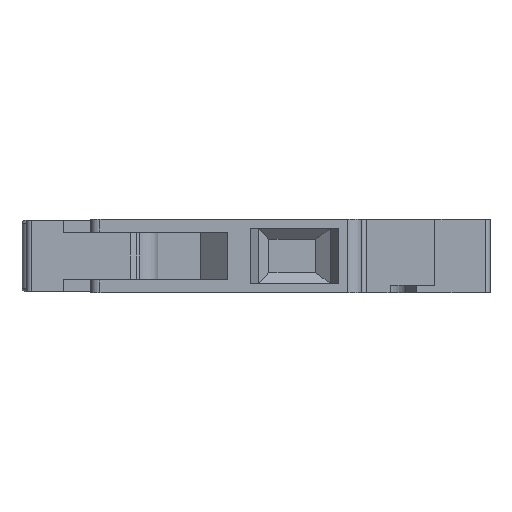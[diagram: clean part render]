
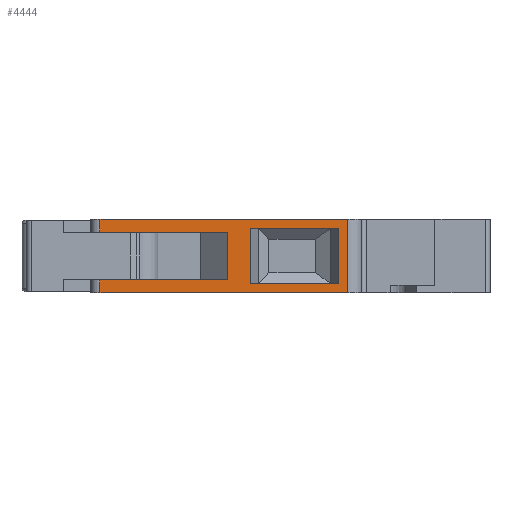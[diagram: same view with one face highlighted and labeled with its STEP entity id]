
A CAD part, left-side view. The second image highlights one B-rep face of the part: STEP entity #4444.
In plain terms, the highlighted face is planar.
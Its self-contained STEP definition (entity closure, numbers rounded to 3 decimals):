
#362=DIRECTION('',(0.,0.,1.));
#363=VECTOR('',#362,1.4);
#364=CARTESIAN_POINT('',(143.421,132.471,-1.4));
#365=LINE('',#364,#363);
#1062=DIRECTION('',(-1.,0.,0.));
#1063=VECTOR('',#1062,27.);
#1064=CARTESIAN_POINT('',(170.421,132.471,-8.));
#1065=LINE('',#1064,#1063);
#1740=DIRECTION('',(0.,0.,1.));
#1741=VECTOR('',#1740,1.4);
#1742=CARTESIAN_POINT('',(143.421,132.471,-8.));
#1743=LINE('',#1742,#1741);
#1754=DIRECTION('',(-1.,0.,0.));
#1755=VECTOR('',#1754,27.);
#1756=CARTESIAN_POINT('',(170.421,132.471,0.));
#1757=LINE('',#1756,#1755);
#1761=DIRECTION('',(-1.,0.,0.));
#1762=VECTOR('',#1761,13.9);
#1763=CARTESIAN_POINT('',(157.321,132.471,-6.6));
#1764=LINE('',#1763,#1762);
#1768=DIRECTION('',(0.,0.,-1.));
#1769=VECTOR('',#1768,5.2);
#1770=CARTESIAN_POINT('',(157.321,132.471,-1.4));
#1771=LINE('',#1770,#1769);
#1775=DIRECTION('',(1.,0.,0.));
#1776=VECTOR('',#1775,13.9);
#1777=CARTESIAN_POINT('',(143.421,132.471,-1.4));
#1778=LINE('',#1777,#1776);
#1782=DIRECTION('',(1.,0.,0.));
#1783=VECTOR('',#1782,9.598);
#1784=CARTESIAN_POINT('',(159.823,132.471,-1.));
#1785=LINE('',#1784,#1783);
#1789=DIRECTION('',(0.,0.,1.));
#1790=VECTOR('',#1789,6.);
#1791=CARTESIAN_POINT('',(159.823,132.471,-7.));
#1792=LINE('',#1791,#1790);
#1796=DIRECTION('',(0.,0.,-1.));
#1797=VECTOR('',#1796,6.);
#1798=CARTESIAN_POINT('',(169.421,132.471,-1.));
#1799=LINE('',#1798,#1797);
#1810=DIRECTION('',(0.,0.,-1.));
#1811=VECTOR('',#1810,8.);
#1812=CARTESIAN_POINT('',(170.421,132.471,0.));
#1813=LINE('',#1812,#1811);
#2798=DIRECTION('',(1.,0.,0.));
#2799=VECTOR('',#2798,9.598);
#2800=CARTESIAN_POINT('',(159.823,132.471,-7.));
#2801=LINE('',#2800,#2799);
#3212=CARTESIAN_POINT('',(157.321,132.471,-1.4));
#3213=VERTEX_POINT('',#3212);
#3214=CARTESIAN_POINT('',(157.321,132.471,-6.6));
#3215=VERTEX_POINT('',#3214);
#3216=CARTESIAN_POINT('',(143.421,132.471,-1.4));
#3218=VERTEX_POINT('',#3216);
#3428=CARTESIAN_POINT('',(170.421,132.471,-8.));
#3429=VERTEX_POINT('',#3428);
#3430=CARTESIAN_POINT('',(170.421,132.471,0.));
#3431=VERTEX_POINT('',#3430);
#3440=CARTESIAN_POINT('',(143.421,132.471,0.));
#3441=VERTEX_POINT('',#3440);
#3444=CARTESIAN_POINT('',(143.421,132.471,-8.));
#3446=VERTEX_POINT('',#3444);
#3580=CARTESIAN_POINT('',(159.823,132.471,-1.));
#3581=CARTESIAN_POINT('',(169.421,132.471,-1.));
#3582=VERTEX_POINT('',#3580);
#3583=VERTEX_POINT('',#3581);
#3586=CARTESIAN_POINT('',(159.823,132.471,-7.));
#3587=VERTEX_POINT('',#3586);
#3590=CARTESIAN_POINT('',(143.421,132.471,-6.6));
#3591=VERTEX_POINT('',#3590);
#3592=CARTESIAN_POINT('',(169.421,132.471,-7.));
#3593=VERTEX_POINT('',#3592);
#4417=CARTESIAN_POINT('',(143.421,132.471,0.));
#4418=DIRECTION('',(0.,-1.,0.));
#4419=DIRECTION('',(-1.,0.,0.));
#4420=AXIS2_PLACEMENT_3D('',#4417,#4418,#4419);
#4421=PLANE('',#4420);
#4422=ORIENTED_EDGE('',*,*,#4045,.F.);
#4424=ORIENTED_EDGE('',*,*,#4423,.T.);
#4425=ORIENTED_EDGE('',*,*,#4169,.T.);
#4426=ORIENTED_EDGE('',*,*,#4403,.T.);
#4427=ORIENTED_EDGE('',*,*,#3790,.F.);
#4429=ORIENTED_EDGE('',*,*,#4428,.F.);
#4430=ORIENTED_EDGE('',*,*,#3841,.F.);
#4431=ORIENTED_EDGE('',*,*,#3870,.T.);
#4432=EDGE_LOOP('',(#4422,#4424,#4425,#4426,#4427,#4429,#4430,#4431));
#4433=FACE_OUTER_BOUND('',#4432,.F.);
#4435=ORIENTED_EDGE('',*,*,#4434,.F.);
#4437=ORIENTED_EDGE('',*,*,#4436,.F.);
#4439=ORIENTED_EDGE('',*,*,#4438,.T.);
#4441=ORIENTED_EDGE('',*,*,#4440,.F.);
#4442=EDGE_LOOP('',(#4435,#4437,#4439,#4441));
#4443=FACE_BOUND('',#4442,.F.);
#3790=EDGE_CURVE('',#3215,#3591,#1764,.T.);
#3841=EDGE_CURVE('',#3218,#3213,#1778,.T.);
#3870=EDGE_CURVE('',#3218,#3441,#365,.T.);
#4045=EDGE_CURVE('',#3431,#3441,#1757,.T.);
#4169=EDGE_CURVE('',#3429,#3446,#1065,.T.);
#4403=EDGE_CURVE('',#3446,#3591,#1743,.T.);
#4423=EDGE_CURVE('',#3431,#3429,#1813,.T.);
#4428=EDGE_CURVE('',#3213,#3215,#1771,.T.);
#4434=EDGE_CURVE('',#3582,#3583,#1785,.T.);
#4436=EDGE_CURVE('',#3587,#3582,#1792,.T.);
#4438=EDGE_CURVE('',#3587,#3593,#2801,.T.);
#4440=EDGE_CURVE('',#3583,#3593,#1799,.T.);
#4444=ADVANCED_FACE('',(#4433,#4443),#4421,.T.);
